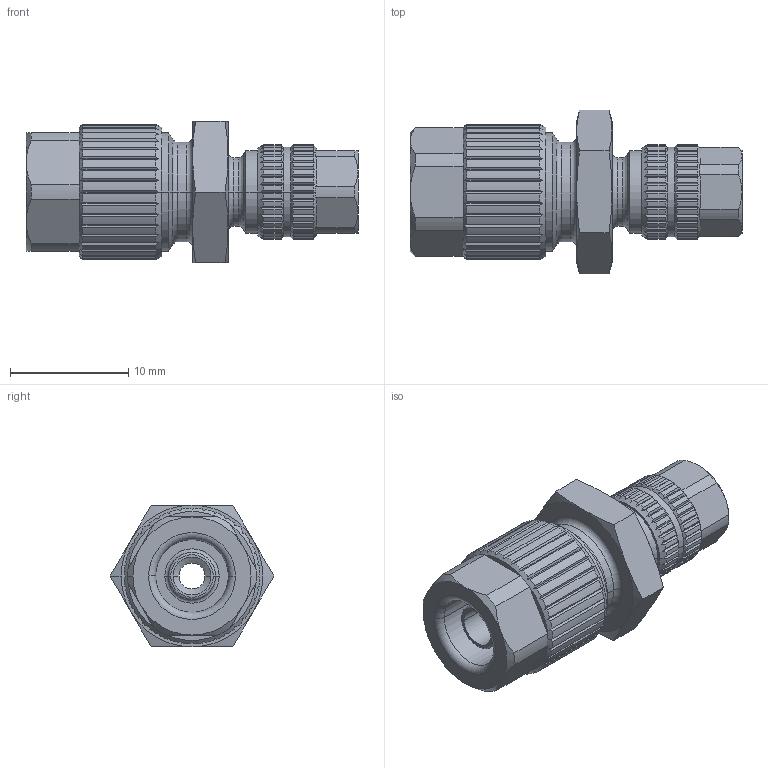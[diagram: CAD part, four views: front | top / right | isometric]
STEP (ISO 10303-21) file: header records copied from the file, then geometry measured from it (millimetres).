
FILE_DESCRIPTION((''),'2;1');
FILE_NAME('302208B_158M-6-4-43-3','2007-03-16T',('konstruktion'),(''),'PRO/ENGINEER BY PARAMETRIC TECHNOLOGY CORPORATION, 2006300','PRO/ENGINEER BY PARAMETRIC TECHNOLOGY CORPORATION, 2006300','');
FILE_SCHEMA(('CONFIG_CONTROL_DESIGN'));
Length unit declared in the file: millimetre
Products named in the file (1): 302208B_158M-6-4-43-3
Bounding box: 28.1 x 13.86 x 12 mm (x, y, z)
Volume: 1719.4 mm3; surface area: 1812.2 mm2
Topology: 1 solids, 1 shells, 463 faces, 1275 edges, 822 vertices
Faces by surface type: plane 256, cylinder 142, cone 45, torus 20
Entity records: 15441 total; most frequent: CARTESIAN_POINT 4272, ORIENTED_EDGE 2550, DIRECTION 2083, EDGE_CURVE 1275, AXIS2_PLACEMENT_3D 837, VERTEX_POINT 822, B_SPLINE_CURVE_WITH_KNOTS 492, EDGE_LOOP 473
